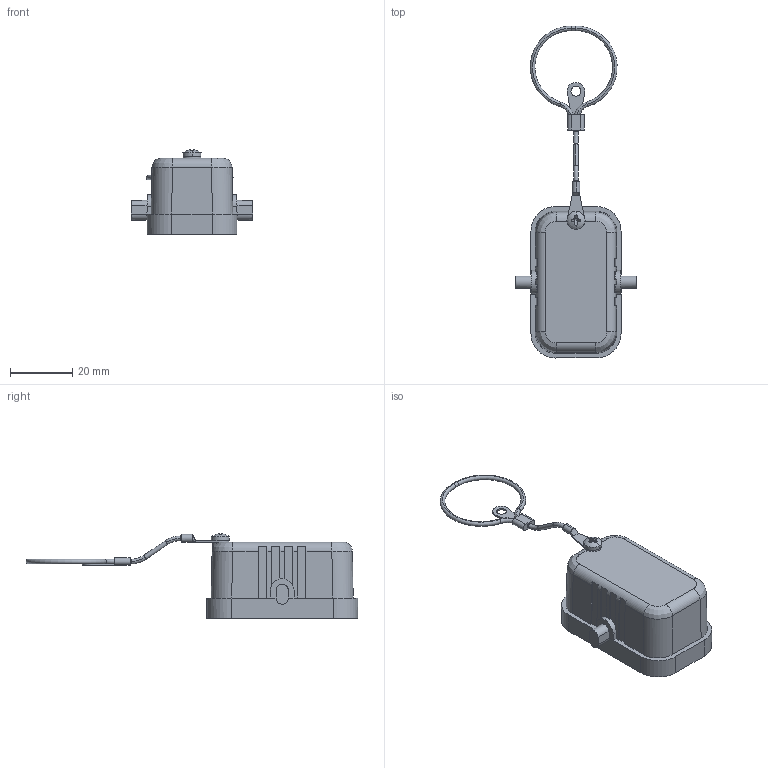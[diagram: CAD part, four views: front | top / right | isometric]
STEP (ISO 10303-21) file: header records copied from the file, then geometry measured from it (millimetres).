
FILE_DESCRIPTION(('Creo Elements/Direct Modeling STEP Export'),'2;1');
FILE_NAME('model.stp','2019-10-09T11:58:32',(''),(''),'Creo Elements/Direct Modeling STEP processor for AP214 (Solid Model)','Creo Elements/Direct Modeling 20.1A 29-Sep-2018 (C) Parametric Technology GmbH','');
FILE_SCHEMA(('AUTOMOTIVE_DESIGN { 1 0 10303 214 1 1 1 1 }'));
Length unit declared in the file: millimetre
Products named in the file (2): HC_COM_BCFS_PL_BK-select
Assembly tree (1 placements, depth 2):
  HC_COM_BCFS_PL_BK-select
    HC_COM_BCFS_PL_BK-select
Bounding box: 39.12 x 106.92 x 27.19 mm (x, y, z)
Volume: 9332.3 mm3; surface area: 9451.5 mm2
Topology: 1 solids, 1 shells, 176 faces, 491 edges, 317 vertices
Faces by surface type: plane 101, cylinder 46, torus 12, bspline 8, cone 7, sphere 2
Entity records: 8533 total; most frequent: CARTESIAN_POINT 2746, ORIENTED_EDGE 978, DIRECTION 842, EDGE_CURVE 489, VERTEX_POINT 317, AXIS2_PLACEMENT_3D 297, VECTOR 248, LINE 248
